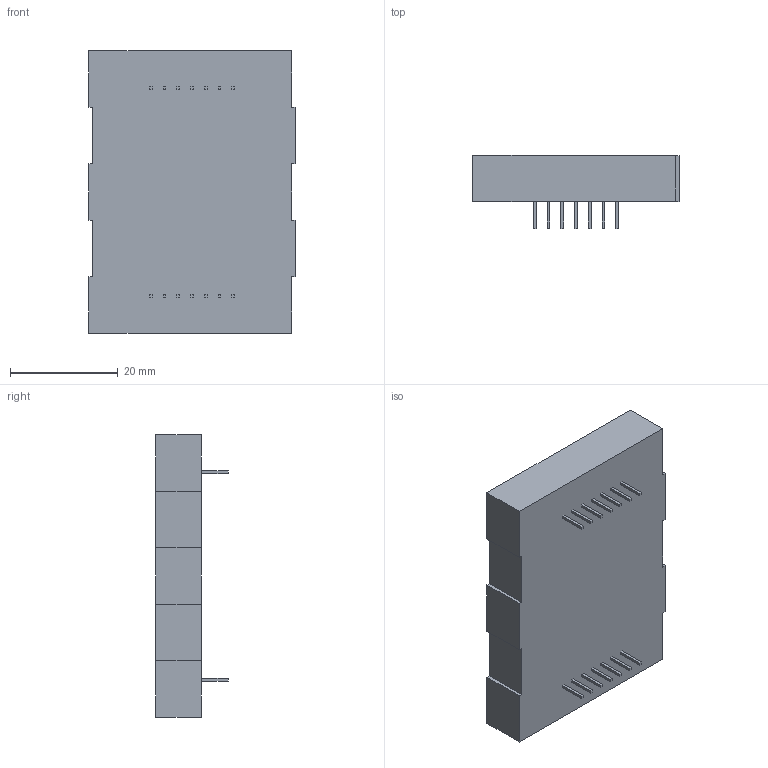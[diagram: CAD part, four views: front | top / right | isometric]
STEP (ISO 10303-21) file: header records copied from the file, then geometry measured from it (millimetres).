
FILE_DESCRIPTION(/* description */ ('','CAx-IF Rec.Pracs.---Representation and Presentation of Product Manufacturing Information (PMI)---4.0---2014-10-13'),/* implementation_level */ '2;1');
FILE_NAME(/* name */ 'LEDMatrix.step',/* time_stamp */ '2025-02-24T22:40:00-08:00',/* author */ (''),/* organization */ (''),/* preprocessor_version */ 'ST-DEVELOPER v20',/* originating_system */ 'Autodesk Translation Framework v13.20.0.188',/* authorisation */ '');
FILE_SCHEMA (('AP242_MANAGED_MODEL_BASED_3D_ENGINEERING_MIM_LF { 1 0 10303 442 1 1 4 }'));
Length unit declared in the file: millimetre
Products named in the file (1): LEDMatrix
Bounding box: 38.28 x 13.5 x 52.4 mm (x, y, z)
Volume: 16567.3 mm3; surface area: 5829.7 mm2
Topology: 15 solids, 15 shells, 176 faces, 333 edges, 222 vertices
Faces by surface type: plane 141, cylinder 35
Full cylindrical faces by diameter (mm): 5 x35
Entity records: 4406 total; most frequent: DIRECTION 757, CARTESIAN_POINT 732, ORIENTED_EDGE 666, EDGE_CURVE 333, LINE 263, VECTOR 263, AXIS2_PLACEMENT_3D 247, VERTEX_POINT 222
